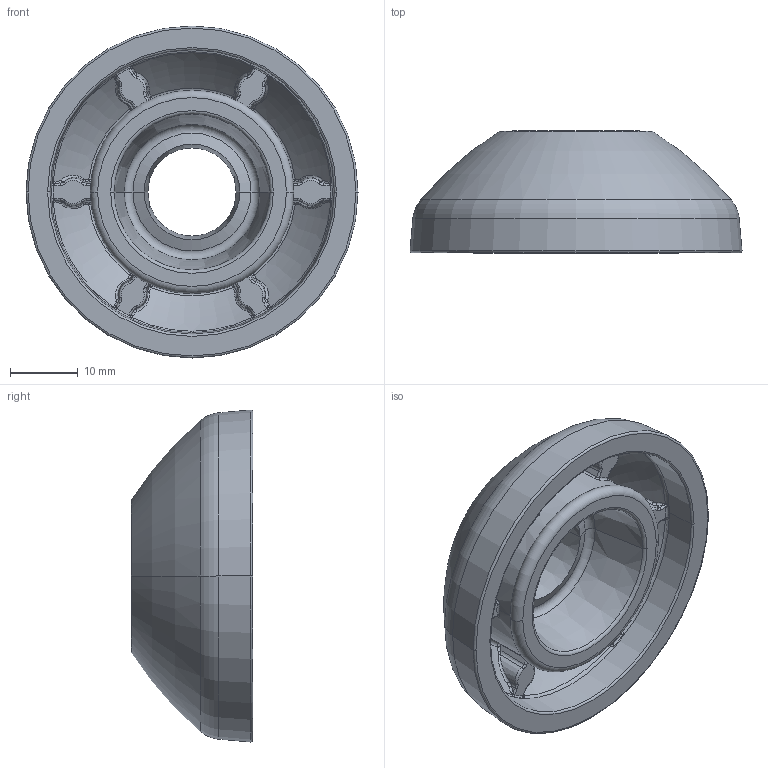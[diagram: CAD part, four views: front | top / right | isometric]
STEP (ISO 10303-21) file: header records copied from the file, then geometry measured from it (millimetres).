
FILE_DESCRIPTION (( 'STEP AP214' ), '1' );
FILE_NAME ('098a050k.STEP', '2014-08-12T08:14:21', ( '' ), ( '' ), 'SwSTEP 2.0', 'SolidWorks 2014', '' );
FILE_SCHEMA (( 'AUTOMOTIVE_DESIGN' ));
Length unit declared in the file: millimetre
Products named in the file (1): 098a050k
Bounding box: 48.94 x 17.94 x 48.94 mm (x, y, z)
Volume: 14123.6 mm3; surface area: 7571.2 mm2
Topology: 1 solids, 1 shells, 304 faces, 700 edges, 398 vertices
Faces by surface type: bspline 168, torus 54, plane 32, cylinder 26, cone 22, sphere 2
Entity records: 11340 total; most frequent: CARTESIAN_POINT 5633, ORIENTED_EDGE 1400, DIRECTION 942, EDGE_CURVE 700, AXIS2_PLACEMENT_3D 441, VERTEX_POINT 398, B_SPLINE_CURVE_WITH_KNOTS 312, EDGE_LOOP 306
